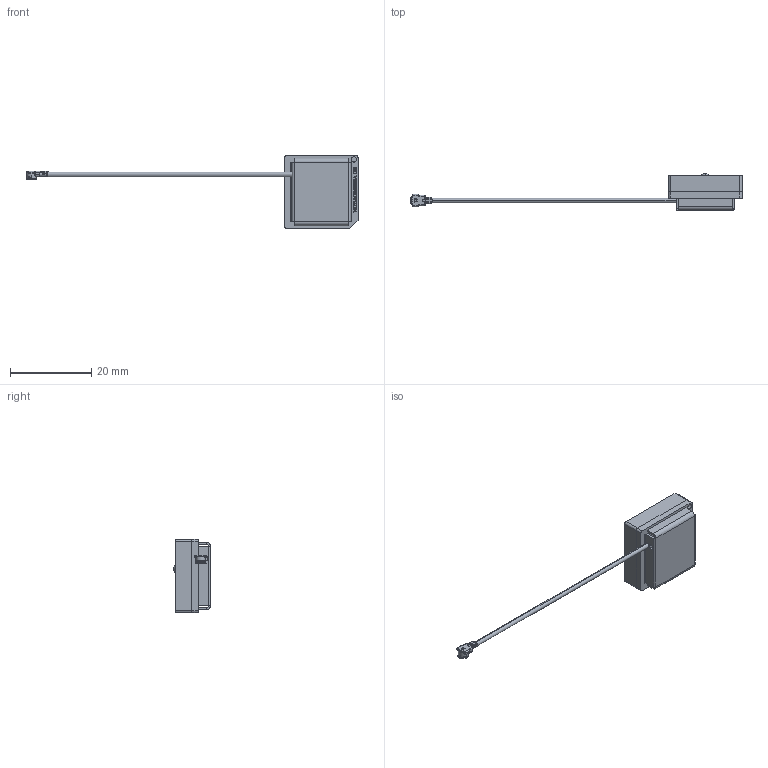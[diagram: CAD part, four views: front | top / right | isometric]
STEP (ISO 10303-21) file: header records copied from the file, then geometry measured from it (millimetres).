
FILE_DESCRIPTION (( 'STEP AP214' ), '1' );
FILE_NAME ('AGGBP.SL.18A.07.0060A.STEP', '2019-06-12T07:58:29', ( '' ), ( '' ), 'SwSTEP 2.0', 'SolidWorks 2017', '' );
FILE_SCHEMA (( 'AUTOMOTIVE_DESIGN' ));
Length unit declared in the file: millimetre
Products named in the file (1): AGGBP.SL.18A.07.0060A
Bounding box: 81.56 x 9.07 x 18 mm (x, y, z)
Surface area: 1944.6 mm2 (no closed solid volume)
Topology: 0 solids, 31 shells, 419 faces, 2021 edges, 1577 vertices
Faces by surface type: plane 256, cylinder 91, bspline 53, cone 17, torus 2
Entity records: 32487 total; most frequent: CARTESIAN_POINT 13717, ORIENTED_EDGE 2814, DIRECTION 2200, EDGE_CURVE 2015, VERTEX_POINT 1577, LINE 1130, VECTOR 1130, B_SPLINE_CURVE_WITH_KNOTS 714
